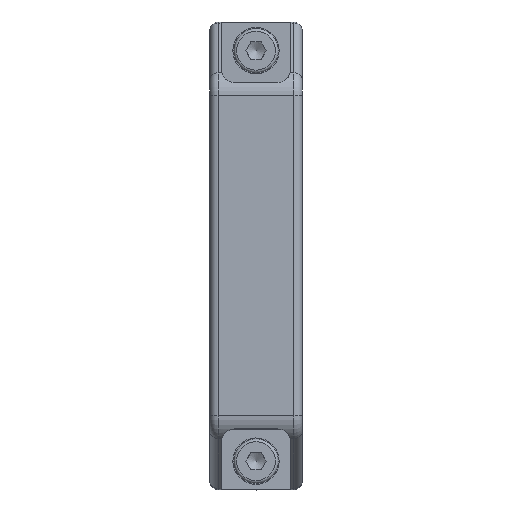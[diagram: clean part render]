
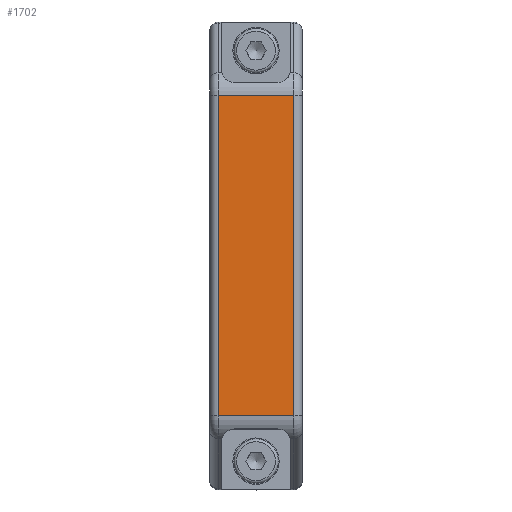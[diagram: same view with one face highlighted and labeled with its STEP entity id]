
A CAD part, top view. The second image highlights one B-rep face of the part: STEP entity #1702.
In plain terms, the highlighted planar face has unit normal (0, 0, 1).
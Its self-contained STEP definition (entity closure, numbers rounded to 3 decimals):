
#202=PLANE('',#1949);
#284=FACE_OUTER_BOUND('',#389,.T.);
#389=EDGE_LOOP('',(#1420,#1421,#1422,#1423));
#525=LINE('',#2939,#657);
#528=LINE('',#2953,#660);
#530=LINE('',#2992,#662);
#531=LINE('',#2993,#663);
#657=VECTOR('',#2348,10.);
#660=VECTOR('',#2367,1.);
#662=VECTOR('',#2373,1.);
#663=VECTOR('',#2374,10.);
#814=VERTEX_POINT('',#2936);
#815=VERTEX_POINT('',#2938);
#818=VERTEX_POINT('',#2952);
#821=VERTEX_POINT('',#2991);
#1025=EDGE_CURVE('',#814,#815,#525,.T.);
#1032=EDGE_CURVE('',#818,#815,#528,.T.);
#1037=EDGE_CURVE('',#821,#814,#530,.T.);
#1038=EDGE_CURVE('',#818,#821,#531,.T.);
#1420=ORIENTED_EDGE('',*,*,#1025,.F.);
#1421=ORIENTED_EDGE('',*,*,#1037,.F.);
#1422=ORIENTED_EDGE('',*,*,#1038,.F.);
#1423=ORIENTED_EDGE('',*,*,#1032,.T.);
#1702=ADVANCED_FACE('',(#284),#202,.F.);
#1949=AXIS2_PLACEMENT_3D('',#2990,#2371,#2372);
#2348=DIRECTION('',(0.,1.,0.));
#2367=DIRECTION('',(-1.,0.,0.));
#2371=DIRECTION('center_axis',(0.,0.,-1.));
#2372=DIRECTION('ref_axis',(1.,0.,0.));
#2373=DIRECTION('',(-1.,0.,0.));
#2374=DIRECTION('',(0.,-1.,0.));
#2936=CARTESIAN_POINT('',(-8.5,10.243,36.));
#2938=CARTESIAN_POINT('',(-8.5,82.757,36.));
#2939=CARTESIAN_POINT('',(-8.5,27.622,36.));
#2952=CARTESIAN_POINT('',(8.5,82.757,36.));
#2953=CARTESIAN_POINT('',(10.5,82.757,36.));
#2990=CARTESIAN_POINT('Origin',(10.5,9.243,36.));
#2991=CARTESIAN_POINT('',(8.5,10.243,36.));
#2992=CARTESIAN_POINT('',(10.5,10.243,36.));
#2993=CARTESIAN_POINT('',(8.5,27.622,36.));
